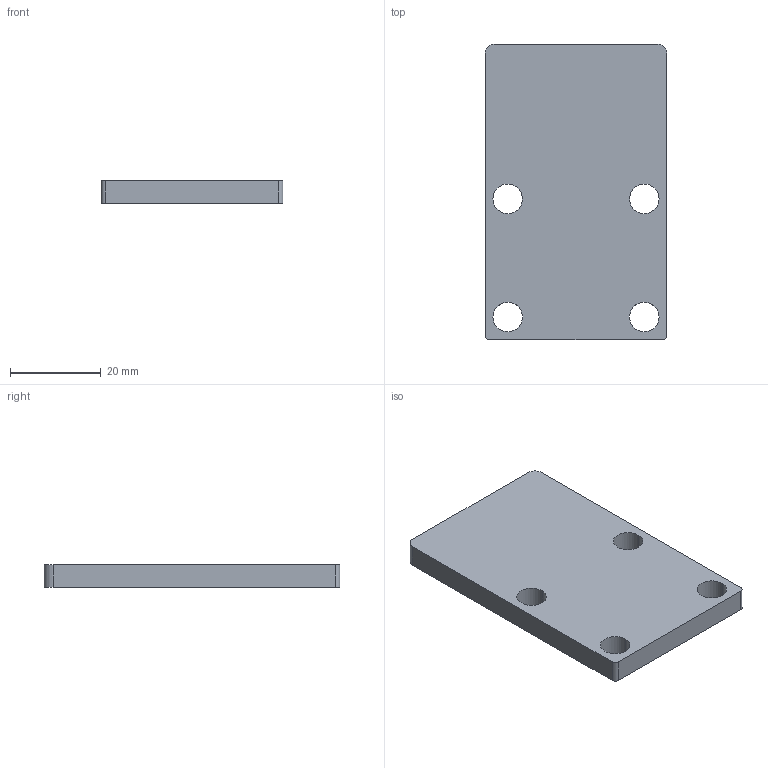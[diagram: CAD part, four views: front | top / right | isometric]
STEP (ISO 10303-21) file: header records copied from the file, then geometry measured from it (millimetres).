
FILE_DESCRIPTION((''),'2;1');
FILE_NAME('14007_ZAKLJ_PLOSCICA_PROFILA_V','2022-09-19T11:03:28',('PredragRovcanin'),('Audax d.o.o.'),'CREO PARAMETRIC BY PTC INC, 2020281','CREO PARAMETRIC BY PTC INC, 2020281','');
FILE_SCHEMA(('AUTOMOTIVE_DESIGN { 1 0 10303 214 1 1 1 1 }'));
Length unit declared in the file: millimetre
Products named in the file (1): 14007_ZAKLJ_PLOSCICA_PROFILA_V
Bounding box: 40 x 65 x 5 mm (x, y, z)
Volume: 12325.6 mm3; surface area: 6375.8 mm2
Topology: 1 solids, 1 shells, 18 faces, 52 edges, 40 vertices
Faces by surface type: cylinder 12, plane 6
Entity records: 1326 total; most frequent: COLOUR_RGB 320, DIRECTION 114, CARTESIAN_POINT 105, ORIENTED_EDGE 96, PRESENTATION_STYLE_ASSIGNMENT 53, STYLED_ITEM 53, CURVE_STYLE 52, EDGE_CURVE 48
